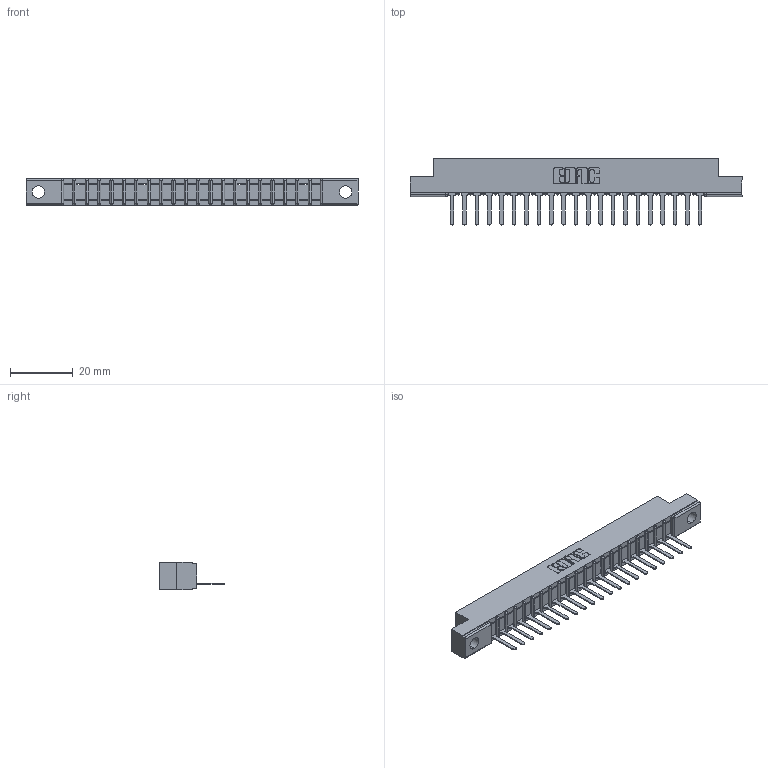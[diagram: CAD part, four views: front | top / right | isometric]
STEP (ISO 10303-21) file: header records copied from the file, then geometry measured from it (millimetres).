
FILE_DESCRIPTION (( 'STEP AP203' ), '1' );
FILE_NAME ('307-021-427-102.STEP', '2020-09-27T03:36:53', ( '' ), ( '' ), 'SwSTEP 2.0', 'SolidWorks 2020', '' );
FILE_SCHEMA (( 'CONFIG_CONTROL_DESIGN' ));
Length unit declared in the file: inch
Products named in the file (3): 307-021-427-102; 307-290-001_527; 307 Part_.128 Dia Mounting Holes
Assembly tree (22 placements, depth 2):
  307-021-427-102
    307 Part_.128 Dia Mounting Holes
    307-290-001_527  x21
Bounding box: 106.22 x 21.11 x 8.71 mm (x, y, z)
Volume: 6634.7 mm3; surface area: 10150.4 mm2
Topology: 22 solids, 22 shells, 1316 faces, 3725 edges, 2394 vertices
Faces by surface type: plane 847, cylinder 425, sphere 44
Entity records: 20562 total; most frequent: CARTESIAN_POINT 3456, ORIENTED_EDGE 3442, DIRECTION 3373, EDGE_CURVE 1721, LINE 1311, VECTOR 1311, VERTEX_POINT 1114, AXIS2_PLACEMENT_3D 1031
